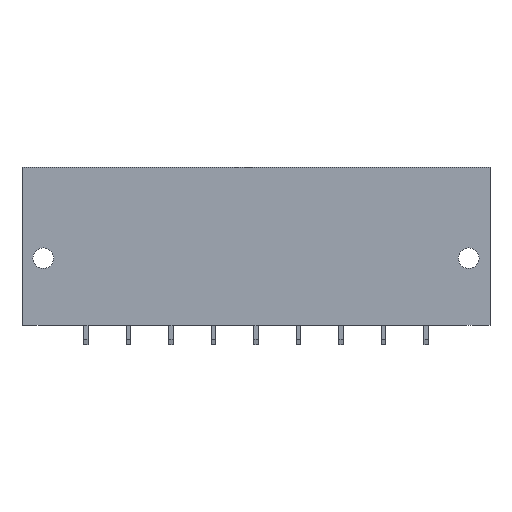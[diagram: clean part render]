
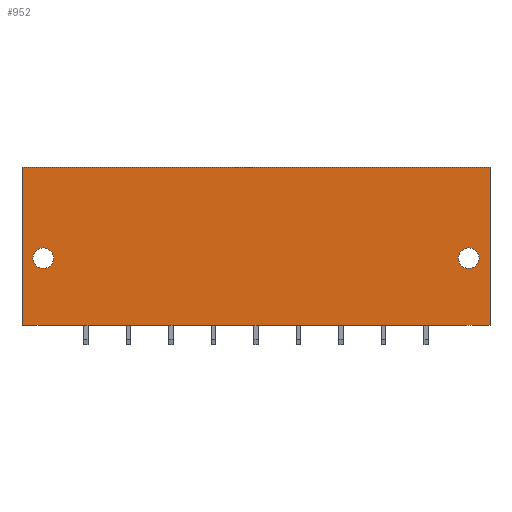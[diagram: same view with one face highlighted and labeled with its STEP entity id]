
A CAD part, front view. The second image highlights one B-rep face of the part: STEP entity #952.
In plain terms, the highlighted planar face has unit normal (0, -1, 0).
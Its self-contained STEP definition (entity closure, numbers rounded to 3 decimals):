
#889=AXIS2_PLACEMENT_3D('Plane Axis2P3D',#886,#887,#888) ;
#918=AXIS2_PLACEMENT_3D('Circle Axis2P3D',#916,#917,$) ;
#927=AXIS2_PLACEMENT_3D('Circle Axis2P3D',#925,#926,$) ;
#936=AXIS2_PLACEMENT_3D('Circle Axis2P3D',#934,#935,$) ;
#945=AXIS2_PLACEMENT_3D('Circle Axis2P3D',#943,#944,$) ;
#216=CARTESIAN_POINT('Vertex',(83.82,0.,3.5)) ;
#219=CARTESIAN_POINT('Line Origine',(41.91,0.,3.5)) ;
#223=CARTESIAN_POINT('Vertex',(0.,0.,3.5)) ;
#886=CARTESIAN_POINT('Axis2P3D Location',(7.62,0.,31.8)) ;
#891=CARTESIAN_POINT('Line Origine',(83.82,0.,17.65)) ;
#895=CARTESIAN_POINT('Vertex',(83.82,0.,31.8)) ;
#898=CARTESIAN_POINT('Line Origine',(41.91,0.,31.8)) ;
#902=CARTESIAN_POINT('Vertex',(0.,0.,31.8)) ;
#905=CARTESIAN_POINT('Line Origine',(0.,0.,17.65)) ;
#916=CARTESIAN_POINT('Axis2P3D Location',(80.01,0.,15.5)) ;
#920=CARTESIAN_POINT('Vertex',(80.01,0.,17.35)) ;
#922=CARTESIAN_POINT('Vertex',(80.01,0.,13.65)) ;
#925=CARTESIAN_POINT('Axis2P3D Location',(80.01,0.,15.5)) ;
#934=CARTESIAN_POINT('Axis2P3D Location',(3.81,0.,15.5)) ;
#938=CARTESIAN_POINT('Vertex',(3.81,0.,17.35)) ;
#940=CARTESIAN_POINT('Vertex',(3.81,0.,13.65)) ;
#943=CARTESIAN_POINT('Axis2P3D Location',(3.81,0.,15.5)) ;
#220=DIRECTION('Vector Direction',(-1.,0.,0.)) ;
#887=DIRECTION('Axis2P3D Direction',(0.,-1.,0.)) ;
#888=DIRECTION('Axis2P3D XDirection',(0.,-0.,-1.)) ;
#892=DIRECTION('Vector Direction',(0.,0.,-1.)) ;
#899=DIRECTION('Vector Direction',(1.,0.,0.)) ;
#906=DIRECTION('Vector Direction',(0.,0.,-1.)) ;
#917=DIRECTION('Axis2P3D Direction',(0.,-1.,0.)) ;
#926=DIRECTION('Axis2P3D Direction',(0.,-1.,0.)) ;
#935=DIRECTION('Axis2P3D Direction',(0.,-1.,0.)) ;
#944=DIRECTION('Axis2P3D Direction',(0.,-1.,0.)) ;
#221=VECTOR('Line Direction',#220,1.) ;
#893=VECTOR('Line Direction',#892,1.) ;
#900=VECTOR('Line Direction',#899,1.) ;
#907=VECTOR('Line Direction',#906,1.) ;
#911=ORIENTED_EDGE('',*,*,#897,.F.) ;
#912=ORIENTED_EDGE('',*,*,#904,.T.) ;
#913=ORIENTED_EDGE('',*,*,#909,.T.) ;
#914=ORIENTED_EDGE('',*,*,#225,.T.) ;
#931=ORIENTED_EDGE('',*,*,#924,.T.) ;
#932=ORIENTED_EDGE('',*,*,#929,.T.) ;
#949=ORIENTED_EDGE('',*,*,#942,.F.) ;
#950=ORIENTED_EDGE('',*,*,#947,.F.) ;
#933=FACE_BOUND('',#930,.T.) ;
#951=FACE_BOUND('',#948,.T.) ;
#952=ADVANCED_FACE('HOUSING',(#915,#933,#951),#890,.T.) ;
#919=CIRCLE('generated circle',#918,1.85) ;
#928=CIRCLE('generated circle',#927,1.85) ;
#937=CIRCLE('generated circle',#936,1.85) ;
#946=CIRCLE('generated circle',#945,1.85) ;
#225=EDGE_CURVE('',#224,#217,#222,.F.) ;
#897=EDGE_CURVE('',#896,#217,#894,.T.) ;
#904=EDGE_CURVE('',#896,#903,#901,.F.) ;
#909=EDGE_CURVE('',#903,#224,#908,.T.) ;
#924=EDGE_CURVE('',#921,#923,#919,.F.) ;
#929=EDGE_CURVE('',#923,#921,#928,.F.) ;
#942=EDGE_CURVE('',#939,#941,#937,.T.) ;
#947=EDGE_CURVE('',#941,#939,#946,.T.) ;
#910=EDGE_LOOP('',(#911,#912,#913,#914)) ;
#930=EDGE_LOOP('',(#931,#932)) ;
#948=EDGE_LOOP('',(#949,#950)) ;
#915=FACE_OUTER_BOUND('',#910,.T.) ;
#222=LINE('Line',#219,#221) ;
#894=LINE('Line',#891,#893) ;
#901=LINE('Line',#898,#900) ;
#908=LINE('Line',#905,#907) ;
#890=PLANE('',#889) ;
#217=VERTEX_POINT('',#216) ;
#224=VERTEX_POINT('',#223) ;
#896=VERTEX_POINT('',#895) ;
#903=VERTEX_POINT('',#902) ;
#921=VERTEX_POINT('',#920) ;
#923=VERTEX_POINT('',#922) ;
#939=VERTEX_POINT('',#938) ;
#941=VERTEX_POINT('',#940) ;
